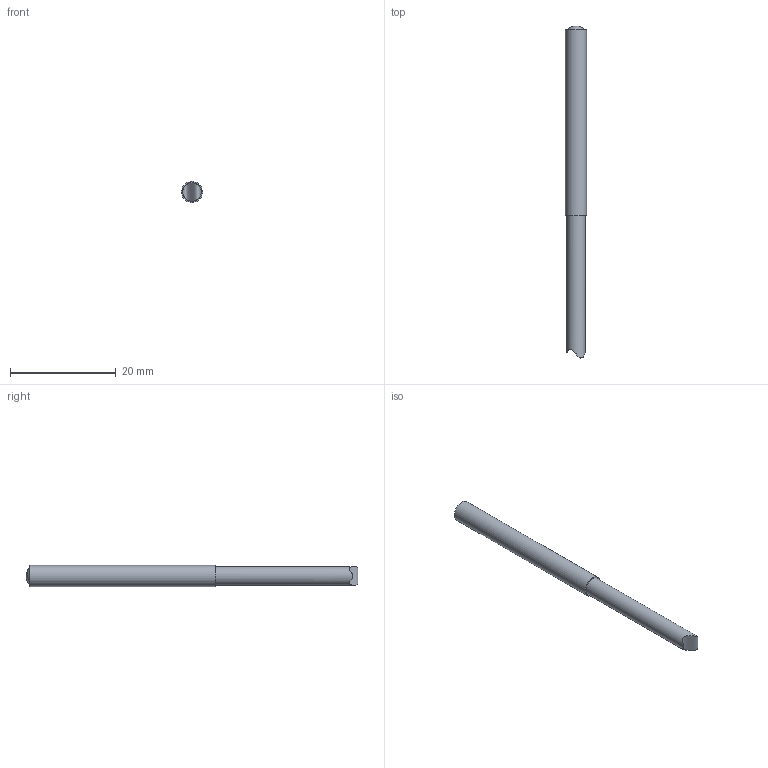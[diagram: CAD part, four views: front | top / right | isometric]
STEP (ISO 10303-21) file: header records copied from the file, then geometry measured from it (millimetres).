
FILE_DESCRIPTION (( 'STEP AP214' ), '1' );
FILE_NAME ('LLR-D04MA-Nxx-400.STEP', '2018-11-16T19:54:00', ( '' ), ( '' ), 'SwSTEP 2.0', 'SolidWorks 2018', '' );
FILE_SCHEMA (( 'AUTOMOTIVE_DESIGN' ));
Length unit declared in the file: inch
Products named in the file (1): LLR-D04MA-Nxx-400
Bounding box: 4 x 62.73 x 4 mm (x, y, z)
Volume: 695 mm3; surface area: 757.3 mm2
Topology: 1 solids, 1 shells, 6 faces, 9 edges, 6 vertices
Faces by surface type: cylinder 2, plane 2, torus 1, bspline 1
Full cylindrical faces by diameter (mm): 3.5 x1, 4 x1
Entity records: 232 total; most frequent: CARTESIAN_POINT 101, DIRECTION 20, AXIS2_PLACEMENT_3D 10, EDGE_LOOP 10, ORIENTED_EDGE 10, FACE_OUTER_BOUND 8, ADVANCED_FACE 6, VERTEX_POINT 5
